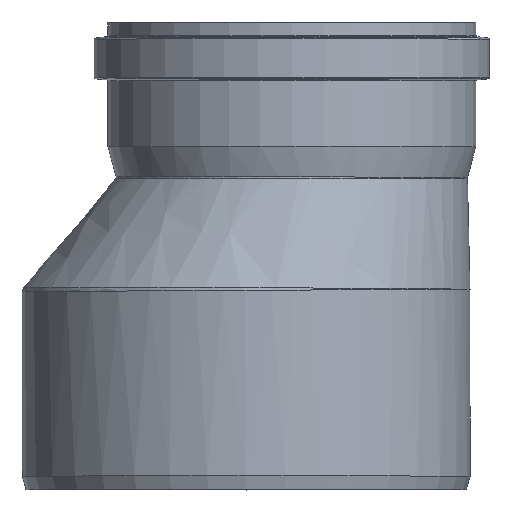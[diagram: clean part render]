
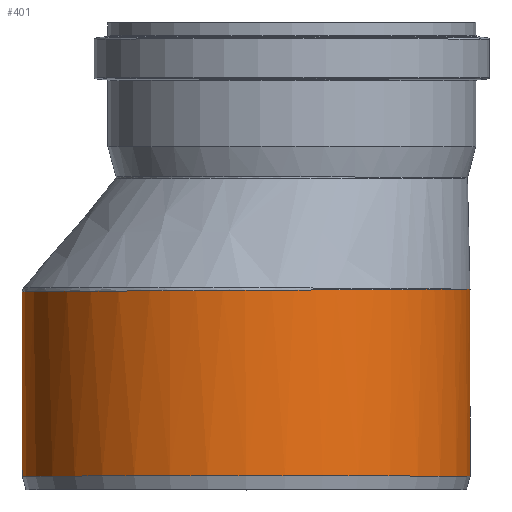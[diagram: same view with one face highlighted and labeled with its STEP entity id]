
A CAD part, top view. The second image highlights one B-rep face of the part: STEP entity #401.
In plain terms, the highlighted cylindrical face has radius 201.175 mm (diameter 402.35 mm), a full revolution.
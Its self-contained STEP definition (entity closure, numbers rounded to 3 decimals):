
#28=CYLINDRICAL_SURFACE('',#439,201.175);
#39=FACE_BOUND('',#119,.T.);
#81=FACE_OUTER_BOUND('',#118,.T.);
#118=EDGE_LOOP('',(#323));
#119=EDGE_LOOP('',(#324));
#185=B_SPLINE_CURVE_WITH_KNOTS('',3,(#954,#955,#956,#957,#958,#959,#960,
#961,#962,#963,#964,#965,#966,#967,#968,#969,#970,#971,#972,#973,#974,#975,
#976,#977,#978,#979,#980),.UNSPECIFIED.,.T.,.F.,(4,1,1,1,1,1,1,1,1,1,1,
1,1,1,1,1,1,1,1,1,1,1,1,1,4),(-3.142,-2.917,-2.693,
-2.468,-2.244,-1.945,-1.646,
-1.346,-1.047,-0.748,-0.449,
-0.15,0.15,0.449,0.748,
1.047,1.346,1.496,1.646,1.945,
2.244,2.468,2.693,2.917,3.142),
 .UNSPECIFIED.);
#196=CIRCLE('',#440,201.175);
#229=VERTEX_POINT('',#952);
#230=VERTEX_POINT('',#982);
#270=EDGE_CURVE('',#229,#229,#185,.T.);
#271=EDGE_CURVE('',#230,#230,#196,.T.);
#323=ORIENTED_EDGE('',*,*,#271,.T.);
#324=ORIENTED_EDGE('',*,*,#270,.F.);
#401=ADVANCED_FACE('',(#81,#39),#28,.T.);
#439=AXIS2_PLACEMENT_3D('',#981,#505,#506);
#440=AXIS2_PLACEMENT_3D('',#983,#507,#508);
#505=DIRECTION('center_axis',(0.,1.,0.));
#506=DIRECTION('ref_axis',(-1.,0.,0.));
#507=DIRECTION('center_axis',(0.,1.,0.));
#508=DIRECTION('ref_axis',(1.,0.,0.));
#952=CARTESIAN_POINT('',(-242.251,177.809,0.));
#954=CARTESIAN_POINT('Ctrl Pts',(-242.251,177.809,0.));
#955=CARTESIAN_POINT('Ctrl Pts',(-242.251,177.809,15.047));
#956=CARTESIAN_POINT('Ctrl Pts',(-238.86,177.822,45.142));
#957=CARTESIAN_POINT('Ctrl Pts',(-223.857,177.883,88.021));
#958=CARTESIAN_POINT('Ctrl Pts',(-199.686,177.985,126.486));
#959=CARTESIAN_POINT('Ctrl Pts',(-163.998,178.143,162.182));
#960=CARTESIAN_POINT('Ctrl Pts',(-115.682,178.369,190.089));
#961=CARTESIAN_POINT('Ctrl Pts',(-56.336,178.67,203.627));
#962=CARTESIAN_POINT('Ctrl Pts',(4.362,179.003,199.086));
#963=CARTESIAN_POINT('Ctrl Pts',(61.025,179.331,176.843));
#964=CARTESIAN_POINT('Ctrl Pts',(108.614,179.617,138.892));
#965=CARTESIAN_POINT('Ctrl Pts',(142.903,179.826,88.599));
#966=CARTESIAN_POINT('Ctrl Pts',(160.848,179.936,30.435));
#967=CARTESIAN_POINT('Ctrl Pts',(160.843,179.936,-30.432));
#968=CARTESIAN_POINT('Ctrl Pts',(142.909,179.826,-88.599));
#969=CARTESIAN_POINT('Ctrl Pts',(108.615,179.617,-138.892));
#970=CARTESIAN_POINT('Ctrl Pts',(61.026,179.331,-176.843));
#971=CARTESIAN_POINT('Ctrl Pts',(13.808,179.057,-195.372));
#972=CARTESIAN_POINT('Ctrl Pts',(-25.984,178.836,-201.359));
#973=CARTESIAN_POINT('Ctrl Pts',(-66.224,178.62,-201.371));
#974=CARTESIAN_POINT('Ctrl Pts',(-115.678,178.369,-190.086));
#975=CARTESIAN_POINT('Ctrl Pts',(-163.999,178.143,-162.186));
#976=CARTESIAN_POINT('Ctrl Pts',(-199.685,177.985,-126.485));
#977=CARTESIAN_POINT('Ctrl Pts',(-223.858,177.883,-88.021));
#978=CARTESIAN_POINT('Ctrl Pts',(-238.859,177.822,-45.142));
#979=CARTESIAN_POINT('Ctrl Pts',(-242.251,177.809,-15.047));
#980=CARTESIAN_POINT('Ctrl Pts',(-242.251,177.809,0.));
#981=CARTESIAN_POINT('Origin',(-41.075,96.,0.));
#982=CARTESIAN_POINT('',(-242.25,12.,0.));
#983=CARTESIAN_POINT('Origin',(-41.075,12.,0.));
